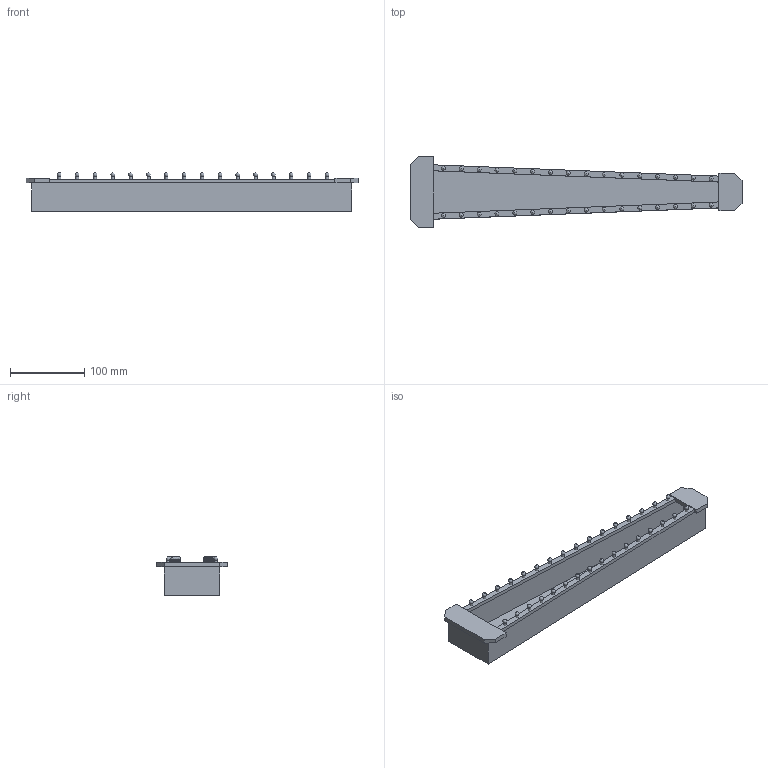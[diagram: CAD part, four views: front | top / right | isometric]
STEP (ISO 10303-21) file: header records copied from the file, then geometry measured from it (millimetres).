
FILE_DESCRIPTION(/* description */ (''),/* implementation_level */ '2;1');
FILE_NAME(/* name */ 'XyloTap.step',/* time_stamp */ '2024-08-27T17:38:07+02:00',/* author */ (''),/* organization */ (''),/* preprocessor_version */ 'ST-DEVELOPER v20',/* originating_system */ 'Autodesk Translation Framework v13.14.0.145',/* authorisation */ '');
FILE_SCHEMA (('AUTOMOTIVE_DESIGN { 1 0 10303 214 3 1 1 }'));
Length unit declared in the file: millimetre
Products named in the file (1): XyloTap
Bounding box: 446 x 94.5 x 51.65 mm (x, y, z)
Volume: 419717.9 mm3; surface area: 152861.9 mm2
Topology: 35 solids, 35 shells, 138 faces, 292 edges, 192 vertices
Faces by surface type: plane 74, sphere 32, cylinder 32
Full cylindrical faces by diameter (mm): 4 x32
Entity records: 3600 total; most frequent: DIRECTION 666, CARTESIAN_POINT 591, ORIENTED_EDGE 520, AXIS2_PLACEMENT_3D 267, EDGE_CURVE 260, VERTEX_POINT 192, FACE_OUTER_BOUND 138, EDGE_LOOP 138
